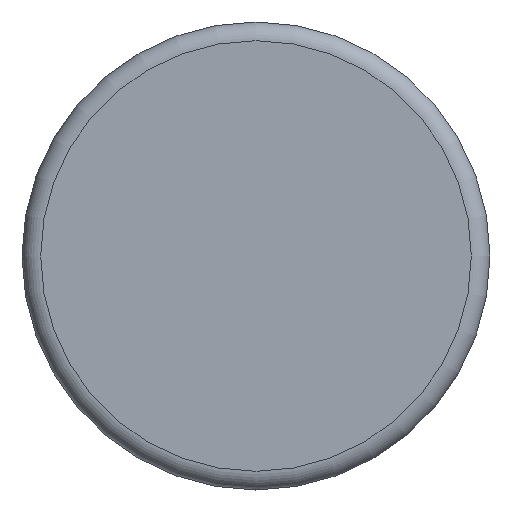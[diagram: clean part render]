
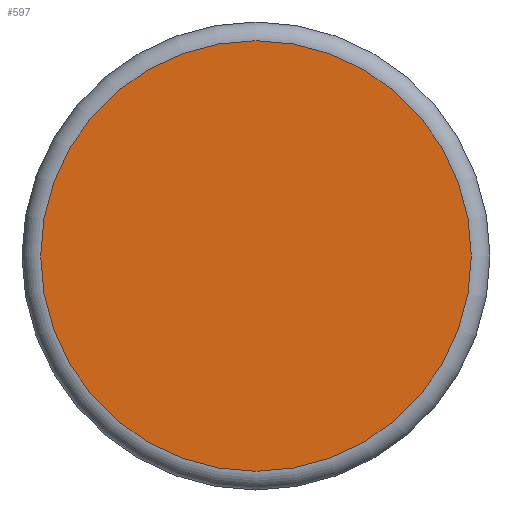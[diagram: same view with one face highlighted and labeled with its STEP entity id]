
A CAD part, front view. The second image highlights one B-rep face of the part: STEP entity #597.
In plain terms, the highlighted planar face has unit normal (0, -1, 0).
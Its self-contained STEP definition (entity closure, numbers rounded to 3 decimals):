
#496 = TOROIDAL_SURFACE('',#497,2.3,0.2);
#497 = AXIS2_PLACEMENT_3D('',#498,#499,#500);
#498 = CARTESIAN_POINT('',(0.,0.2,0.));
#499 = DIRECTION('',(0.,-1.,0.));
#500 = DIRECTION('',(1.,0.,0.));
#511 = VERTEX_POINT('',#512);
#512 = CARTESIAN_POINT('',(2.3,0.,0.));
#534 = EDGE_CURVE('',#511,#511,#535,.T.);
#535 = SURFACE_CURVE('',#536,(#541,#547),.PCURVE_S1.);
#536 = CIRCLE('',#537,2.3);
#537 = AXIS2_PLACEMENT_3D('',#538,#539,#540);
#538 = CARTESIAN_POINT('',(0.,0.,0.));
#539 = DIRECTION('',(0.,-1.,0.));
#540 = DIRECTION('',(1.,0.,0.));
#541 = PCURVE('',#496,#542);
#542 = DEFINITIONAL_REPRESENTATION('',(#543),#546);
#543 = B_SPLINE_CURVE_WITH_KNOTS('',1,(#544,#545),.UNSPECIFIED.,.F.,.F.,
  (2,2),(0.,6.283),.PIECEWISE_BEZIER_KNOTS.);
#544 = CARTESIAN_POINT('',(0.,1.571));
#545 = CARTESIAN_POINT('',(6.283,1.571));
#546 = ( GEOMETRIC_REPRESENTATION_CONTEXT(2) 
PARAMETRIC_REPRESENTATION_CONTEXT() REPRESENTATION_CONTEXT('2D SPACE',''
  ) );
#547 = PCURVE('',#548,#553);
#548 = PLANE('',#549);
#549 = AXIS2_PLACEMENT_3D('',#550,#551,#552);
#550 = CARTESIAN_POINT('',(0.,0.,
    0.));
#551 = DIRECTION('',(0.,-1.,0.));
#552 = DIRECTION('',(0.,0.,-1.));
#553 = DEFINITIONAL_REPRESENTATION('',(#554),#558);
#554 = CIRCLE('',#555,2.3);
#555 = AXIS2_PLACEMENT_2D('',#556,#557);
#556 = CARTESIAN_POINT('',(0.,0.));
#557 = DIRECTION('',(0.,1.));
#558 = ( GEOMETRIC_REPRESENTATION_CONTEXT(2) 
PARAMETRIC_REPRESENTATION_CONTEXT() REPRESENTATION_CONTEXT('2D SPACE',''
  ) );
#597 = ADVANCED_FACE('',(#598),#548,.T.);
#598 = FACE_BOUND('',#599,.T.);
#599 = EDGE_LOOP('',(#600));
#600 = ORIENTED_EDGE('',*,*,#534,.T.);
